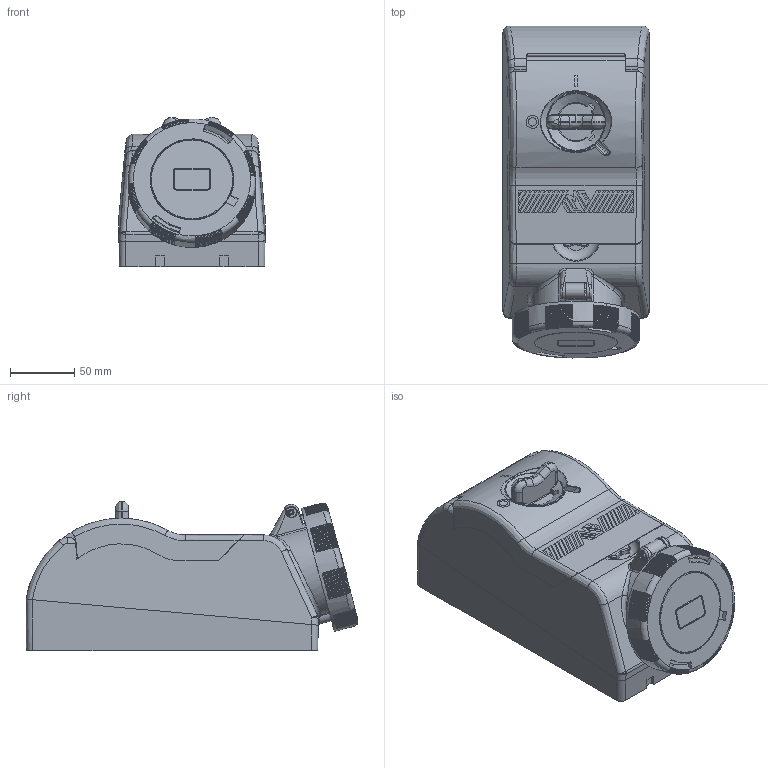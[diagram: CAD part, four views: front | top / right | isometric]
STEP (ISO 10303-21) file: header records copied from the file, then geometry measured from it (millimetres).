
FILE_DESCRIPTION(('Creo Elements/Direct Modeling STEP Export'),'2;1');
FILE_NAME('KI_3265_EB6.stp','2014-07-29T13:33:35',(''),(''),'Creo Elements/Direct Modeling STEP processor for AP214 (Solid Model)','Creo Elements/Direct Modeling 18.0B 02-Dec-2011 (C) Parametric Technology GmbH','');
FILE_SCHEMA(('AUTOMOTIVE_DESIGN { 1 0 10303 214 1 1 1 1 }'));
Products named in the file (3): CORPO_KI_3265_EB6-IB6; COPERCHIETTO_3265; KI_3265_EB6
Assembly tree (2 placements, depth 2):
  KI_3265_EB6
    COPERCHIETTO_3265
    CORPO_KI_3265_EB6-IB6
Bounding box: 114.01 x 259.12 x 116.39 mm (x, y, z)
Volume: 2286806.5 mm3; surface area: 215991.4 mm2
Topology: 2 solids, 2 shells, 2819 faces, 7824 edges, 4775 vertices
Faces by surface type: plane 1677, torus 503, cylinder 447, bspline 158, cone 26, extrusion 8
Entity records: 162998 total; most frequent: CARTESIAN_POINT 81153, ORIENTED_EDGE 15020, DIRECTION 12313, EDGE_CURVE 7510, VERTEX_POINT 4775, VECTOR 4491, LINE 4483, AXIS2_PLACEMENT_3D 3911
